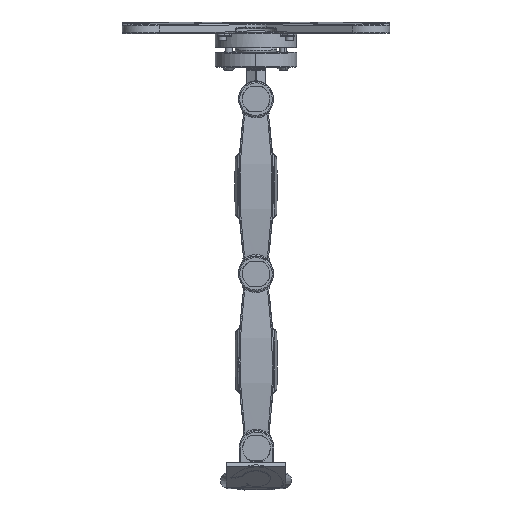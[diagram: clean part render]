
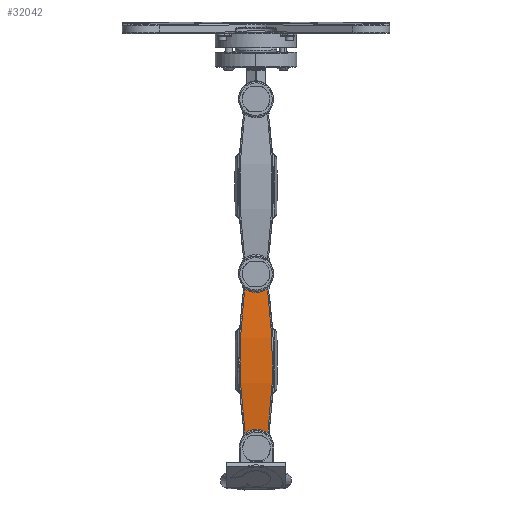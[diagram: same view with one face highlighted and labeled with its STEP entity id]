
A CAD part, front view. The second image highlights one B-rep face of the part: STEP entity #32042.
In plain terms, the highlighted free-form (B-spline) face has degree [2, 1] with [3, 2] control points.
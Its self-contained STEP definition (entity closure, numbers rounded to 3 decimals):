
#31985 = EDGE_CURVE('',#31986,#31988,#31990,.T.);
#31986 = VERTEX_POINT('',#31987);
#31987 = CARTESIAN_POINT('',(-14.754,-28.6,
    252.314));
#31988 = VERTEX_POINT('',#31989);
#31989 = CARTESIAN_POINT('',(0.071,-29.277,
    247.049));
#31990 = B_SPLINE_CURVE_WITH_KNOTS('',3,(#31991,#31992,#31993,#31994,
    #31995,#31996,#31997),.UNSPECIFIED.,.F.,.F.,(4,1,1,1,4),(0.,0.25,0.5
    ,0.75,1.),.QUASI_UNIFORM_KNOTS.);
#31991 = CARTESIAN_POINT('',(-14.754,-28.6,
    252.314));
#31992 = CARTESIAN_POINT('',(-13.705,-28.713,
    251.455));
#31993 = CARTESIAN_POINT('',(-11.495,-28.909,
    249.949));
#31994 = CARTESIAN_POINT('',(-7.826,-29.121,
    248.278));
#31995 = CARTESIAN_POINT('',(-3.908,-29.249,
    247.263));
#31996 = CARTESIAN_POINT('',(-1.268,-29.277,
    247.045));
#31997 = CARTESIAN_POINT('',(0.071,-29.277,
    247.049));
#32042 = ADVANCED_FACE('',(#32043),#32158,.T.);
#32043 = FACE_BOUND('',#32044,.T.);
#32044 = EDGE_LOOP('',(#32045,#32046,#32063,#32074,#32085,#32097,#32109,
    #32126,#32137,#32148));
#32045 = ORIENTED_EDGE('',*,*,#31985,.F.);
#32046 = ORIENTED_EDGE('',*,*,#32047,.T.);
#32047 = EDGE_CURVE('',#31986,#32048,#32050,.T.);
#32048 = VERTEX_POINT('',#32049);
#32049 = CARTESIAN_POINT('',(-14.687,-29.432,
    245.732));
#32050 = B_SPLINE_CURVE_WITH_KNOTS('',3,(#32051,#32052,#32053,#32054,
    #32055,#32056,#32057,#32058,#32059,#32060,#32061,#32062),
  .UNSPECIFIED.,.F.,.F.,(4,1,1,1,1,2,2,4),(0.,0.25,0.375,0.438,0.469,
    0.484,0.5,1.),.UNSPECIFIED.);
#32051 = CARTESIAN_POINT('',(-14.754,-28.6,
    252.314));
#32052 = CARTESIAN_POINT('',(-14.675,-28.669,
    251.788));
#32053 = CARTESIAN_POINT('',(-14.582,-28.772,
    250.997));
#32054 = CARTESIAN_POINT('',(-14.521,-28.891,
    250.071));
#32055 = CARTESIAN_POINT('',(-14.502,-28.951,
    249.607));
#32056 = CARTESIAN_POINT('',(-14.496,-28.98,
    249.374));
#32057 = CARTESIAN_POINT('',(-14.494,-28.993,
    249.275));
#32058 = CARTESIAN_POINT('',(-14.493,-29.001,
    249.208));
#32059 = CARTESIAN_POINT('',(-14.492,-29.005,
    249.177));
#32060 = CARTESIAN_POINT('',(-14.474,-29.154,
    248.));
#32061 = CARTESIAN_POINT('',(-14.539,-29.295,
    246.864));
#32062 = CARTESIAN_POINT('',(-14.687,-29.432,
    245.732));
#32063 = ORIENTED_EDGE('',*,*,#32064,.T.);
#32064 = EDGE_CURVE('',#32048,#32065,#32067,.T.);
#32065 = VERTEX_POINT('',#32066);
#32066 = CARTESIAN_POINT('',(-14.177,-27.96,
    76.922));
#32067 = B_SPLINE_CURVE_WITH_KNOTS('',3,(#32068,#32069,#32070,#32071,
    #32072,#32073),.UNSPECIFIED.,.F.,.F.,(4,2,4),(0.,0.5,1.),
  .UNSPECIFIED.);
#32068 = CARTESIAN_POINT('',(-14.687,-29.432,
    245.732));
#32069 = CARTESIAN_POINT('',(-18.345,-32.831,
    217.679));
#32070 = CARTESIAN_POINT('',(-20.131,-34.409,
    189.443));
#32071 = CARTESIAN_POINT('',(-19.961,-33.917,
    133.082));
#32072 = CARTESIAN_POINT('',(-18.004,-31.848,
    104.889));
#32073 = CARTESIAN_POINT('',(-14.177,-27.96,
    76.922));
#32074 = ORIENTED_EDGE('',*,*,#32075,.T.);
#32075 = EDGE_CURVE('',#32065,#32076,#32078,.T.);
#32076 = VERTEX_POINT('',#32077);
#32077 = CARTESIAN_POINT('',(-14.205,-27.014,
    70.355));
#32078 = B_SPLINE_CURVE_WITH_KNOTS('',3,(#32079,#32080,#32081,#32082,
    #32083,#32084),.UNSPECIFIED.,.F.,.F.,(4,1,1,4),(0.,0.333,
    0.667,1.),.UNSPECIFIED.);
#32079 = CARTESIAN_POINT('',(-14.177,-27.96,
    76.922));
#32080 = CARTESIAN_POINT('',(-14.072,-27.853,
    76.152));
#32081 = CARTESIAN_POINT('',(-13.943,-27.64,
    74.64));
#32082 = CARTESIAN_POINT('',(-13.962,-27.326,
    72.459));
#32083 = CARTESIAN_POINT('',(-14.104,-27.117,
    71.049));
#32084 = CARTESIAN_POINT('',(-14.205,-27.014,
    70.355));
#32085 = ORIENTED_EDGE('',*,*,#32086,.F.);
#32086 = EDGE_CURVE('',#32087,#32076,#32089,.T.);
#32087 = VERTEX_POINT('',#32088);
#32088 = CARTESIAN_POINT('',(0.588,-27.783,
    75.697));
#32089 = B_SPLINE_CURVE_WITH_KNOTS('',3,(#32090,#32091,#32092,#32093,
    #32094,#32095,#32096),.UNSPECIFIED.,.F.,.F.,(4,1,1,1,4),(0.,0.25,0.5
    ,0.75,1.),.QUASI_UNIFORM_KNOTS.);
#32090 = CARTESIAN_POINT('',(0.588,-27.783,
    75.697));
#32091 = CARTESIAN_POINT('',(-0.75,-27.783,
    75.693));
#32092 = CARTESIAN_POINT('',(-3.389,-27.751,
    75.46));
#32093 = CARTESIAN_POINT('',(-7.301,-27.606,
    74.424));
#32094 = CARTESIAN_POINT('',(-10.959,-27.364,
    72.734));
#32095 = CARTESIAN_POINT('',(-13.161,-27.142,
    71.218));
#32096 = CARTESIAN_POINT('',(-14.205,-27.014,
    70.355));
#32097 = ORIENTED_EDGE('',*,*,#32098,.F.);
#32098 = EDGE_CURVE('',#32099,#32087,#32101,.T.);
#32099 = VERTEX_POINT('',#32100);
#32100 = CARTESIAN_POINT('',(15.413,-27.015,
    70.445));
#32101 = B_SPLINE_CURVE_WITH_KNOTS('',3,(#32102,#32103,#32104,#32105,
    #32106,#32107,#32108),.UNSPECIFIED.,.F.,.F.,(4,1,1,1,4),(0.,0.25,0.5
    ,0.75,1.),.QUASI_UNIFORM_KNOTS.);
#32102 = CARTESIAN_POINT('',(15.413,-27.015,
    70.445));
#32103 = CARTESIAN_POINT('',(14.364,-27.143,
    71.301));
#32104 = CARTESIAN_POINT('',(12.154,-27.365,
    72.804));
#32105 = CARTESIAN_POINT('',(8.486,-27.606,
    74.471));
#32106 = CARTESIAN_POINT('',(4.568,-27.752,
    75.484));
#32107 = CARTESIAN_POINT('',(1.927,-27.783,
    75.701));
#32108 = CARTESIAN_POINT('',(0.588,-27.783,
    75.697));
#32109 = ORIENTED_EDGE('',*,*,#32110,.T.);
#32110 = EDGE_CURVE('',#32099,#32111,#32113,.T.);
#32111 = VERTEX_POINT('',#32112);
#32112 = CARTESIAN_POINT('',(15.346,-27.961,
    77.011));
#32113 = B_SPLINE_CURVE_WITH_KNOTS('',3,(#32114,#32115,#32116,#32117,
    #32118,#32119,#32120,#32121,#32122,#32123,#32124,#32125),
  .UNSPECIFIED.,.F.,.F.,(4,1,1,1,1,2,2,4),(0.,0.25,0.375,0.438,0.469,
    0.484,0.5,1.),.UNSPECIFIED.);
#32114 = CARTESIAN_POINT('',(15.413,-27.015,
    70.445));
#32115 = CARTESIAN_POINT('',(15.334,-27.093,
    70.967));
#32116 = CARTESIAN_POINT('',(15.242,-27.209,
    71.754));
#32117 = CARTESIAN_POINT('',(15.181,-27.344,
    72.675));
#32118 = CARTESIAN_POINT('',(15.162,-27.411,
    73.136));
#32119 = CARTESIAN_POINT('',(15.156,-27.444,
    73.367));
#32120 = CARTESIAN_POINT('',(15.153,-27.459,
    73.466));
#32121 = CARTESIAN_POINT('',(15.152,-27.468,
    73.532));
#32122 = CARTESIAN_POINT('',(15.151,-27.473,
    73.562));
#32123 = CARTESIAN_POINT('',(15.133,-27.643,
    74.74));
#32124 = CARTESIAN_POINT('',(15.198,-27.804,
    75.878));
#32125 = CARTESIAN_POINT('',(15.346,-27.961,
    77.011));
#32126 = ORIENTED_EDGE('',*,*,#32127,.T.);
#32127 = EDGE_CURVE('',#32111,#32128,#32130,.T.);
#32128 = VERTEX_POINT('',#32129);
#32129 = CARTESIAN_POINT('',(14.836,-29.433,
    245.822));
#32130 = B_SPLINE_CURVE_WITH_KNOTS('',3,(#32131,#32132,#32133,#32134,
    #32135,#32136),.UNSPECIFIED.,.F.,.F.,(4,2,4),(0.,0.5,1.),
  .UNSPECIFIED.);
#32131 = CARTESIAN_POINT('',(15.346,-27.961,
    77.011));
#32132 = CARTESIAN_POINT('',(19.004,-31.849,
    105.001));
#32133 = CARTESIAN_POINT('',(20.791,-33.919,
    133.205));
#32134 = CARTESIAN_POINT('',(20.62,-34.41,
    189.566));
#32135 = CARTESIAN_POINT('',(18.664,-32.832,
    217.791));
#32136 = CARTESIAN_POINT('',(14.836,-29.433,
    245.822));
#32137 = ORIENTED_EDGE('',*,*,#32138,.T.);
#32138 = EDGE_CURVE('',#32128,#32139,#32141,.T.);
#32139 = VERTEX_POINT('',#32140);
#32140 = CARTESIAN_POINT('',(14.864,-28.601,
    252.403));
#32141 = B_SPLINE_CURVE_WITH_KNOTS('',3,(#32142,#32143,#32144,#32145,
    #32146,#32147),.UNSPECIFIED.,.F.,.F.,(4,1,1,4),(0.,0.333,
    0.667,1.),.UNSPECIFIED.);
#32142 = CARTESIAN_POINT('',(14.836,-29.433,
    245.822));
#32143 = CARTESIAN_POINT('',(14.731,-29.339,
    246.591));
#32144 = CARTESIAN_POINT('',(14.602,-29.153,
    248.106));
#32145 = CARTESIAN_POINT('',(14.621,-28.876,
    250.293));
#32146 = CARTESIAN_POINT('',(14.763,-28.692,
    251.707));
#32147 = CARTESIAN_POINT('',(14.864,-28.601,
    252.403));
#32148 = ORIENTED_EDGE('',*,*,#32149,.F.);
#32149 = EDGE_CURVE('',#31988,#32139,#32150,.T.);
#32150 = B_SPLINE_CURVE_WITH_KNOTS('',3,(#32151,#32152,#32153,#32154,
    #32155,#32156,#32157),.UNSPECIFIED.,.F.,.F.,(4,1,1,1,4),(0.,0.25,0.5
    ,0.75,1.),.QUASI_UNIFORM_KNOTS.);
#32151 = CARTESIAN_POINT('',(0.071,-29.277,
    247.049));
#32152 = CARTESIAN_POINT('',(1.409,-29.277,
    247.053));
#32153 = CARTESIAN_POINT('',(4.048,-29.249,
    247.287));
#32154 = CARTESIAN_POINT('',(7.96,-29.122,
    248.325));
#32155 = CARTESIAN_POINT('',(11.618,-28.91,
    250.018));
#32156 = CARTESIAN_POINT('',(13.82,-28.714,
    251.538));
#32157 = CARTESIAN_POINT('',(14.864,-28.601,
    252.403));
#32158 = ( BOUNDED_SURFACE() B_SPLINE_SURFACE(2,1,(
    (#32159,#32160)
    ,(#32161,#32162)
    ,(#32163,#32164
)),.UNSPECIFIED.,.F.,.F.,.F.) B_SPLINE_SURFACE_WITH_KNOTS((3,3),(2,2),(
    1.431,1.71),(-31.011,-2.989),
.PIECEWISE_BEZIER_KNOTS.) GEOMETRIC_REPRESENTATION_ITEM() 
RATIONAL_B_SPLINE_SURFACE((
    (1.,1.)
    ,(0.99,0.99)
,(1.,1.))) REPRESENTATION_ITEM('') SURFACE() );
#32159 = CARTESIAN_POINT('',(-20.336,-28.6,
    252.297));
#32160 = CARTESIAN_POINT('',(20.446,-28.601,
    252.42));
#32161 = CARTESIAN_POINT('',(-20.062,-40.582,
    161.206));
#32162 = CARTESIAN_POINT('',(20.721,-40.583,
    161.33));
#32163 = CARTESIAN_POINT('',(-19.787,-27.014,
    70.338));
#32164 = CARTESIAN_POINT('',(20.996,-27.015,
    70.462));
